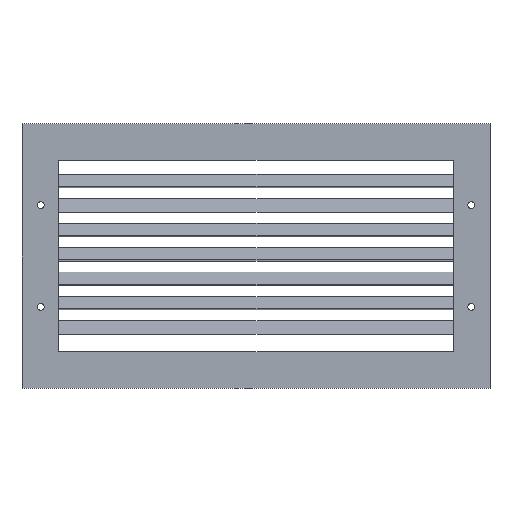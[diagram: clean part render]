
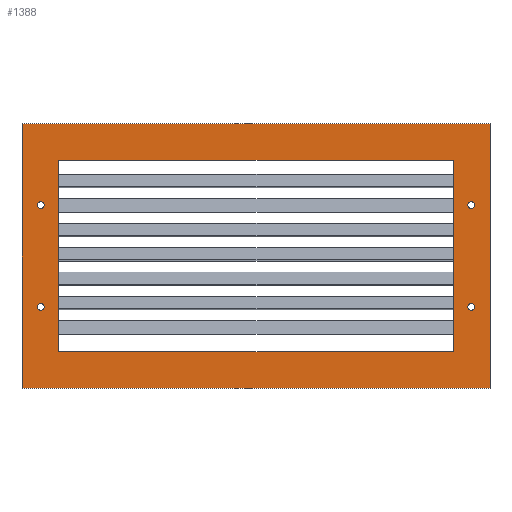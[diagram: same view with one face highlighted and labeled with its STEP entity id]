
A CAD part, top view. The second image highlights one B-rep face of the part: STEP entity #1388.
In plain terms, the highlighted planar face has unit normal (0, 0, 1).
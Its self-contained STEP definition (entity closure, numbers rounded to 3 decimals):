
#19 = EDGE_CURVE ( 'NONE', #591, #1384, #1181, .T. ) ;
#31 = CARTESIAN_POINT ( 'NONE',  ( 287.5, 162.5, 2. ) ) ;
#65 = VERTEX_POINT ( 'NONE', #1346 ) ;
#68 = CARTESIAN_POINT ( 'NONE',  ( 260.3, 62.5, 2. ) ) ;
#78 = FACE_BOUND ( 'NONE', #104, .T. ) ;
#86 = CARTESIAN_POINT ( 'NONE',  ( -260.3, 62.5, 2. ) ) ;
#93 = EDGE_CURVE ( 'NONE', #651, #520, #1690, .T. ) ;
#95 = EDGE_CURVE ( 'NONE', #1357, #1953, #1319, .T. ) ;
#104 = EDGE_LOOP ( 'NONE', ( #200, #809 ) ) ;
#114 = VECTOR ( 'NONE', #1940, 1000. ) ;
#115 = CARTESIAN_POINT ( 'NONE',  ( -287.5, -162.5, 2. ) ) ;
#118 = AXIS2_PLACEMENT_3D ( 'NONE', #1097, #161, #1552 ) ;
#129 = EDGE_CURVE ( 'NONE', #1953, #385, #1952, .T. ) ;
#151 = LINE ( 'NONE', #1880, #934 ) ;
#161 = DIRECTION ( 'NONE',  ( 0., 0., 1. ) ) ;
#174 = CARTESIAN_POINT ( 'NONE',  ( -242.5, 117.5, 2. ) ) ;
#187 = EDGE_LOOP ( 'NONE', ( #745, #1089 ) ) ;
#200 = ORIENTED_EDGE ( 'NONE', *, *, #246, .F. ) ;
#221 = CARTESIAN_POINT ( 'NONE',  ( -287.5, -162.5, 2. ) ) ;
#223 = DIRECTION ( 'NONE',  ( 0., 0., 1. ) ) ;
#224 = CARTESIAN_POINT ( 'NONE',  ( -287.5, 162.5, 2. ) ) ;
#233 = FACE_BOUND ( 'NONE', #187, .T. ) ;
#246 = EDGE_CURVE ( 'NONE', #1255, #65, #1904, .T. ) ;
#263 = DIRECTION ( 'NONE',  ( 1., 0., 0. ) ) ;
#268 = DIRECTION ( 'NONE',  ( 0., -1., 0. ) ) ;
#271 = AXIS2_PLACEMENT_3D ( 'NONE', #1559, #784, #956 ) ;
#272 = CARTESIAN_POINT ( 'NONE',  ( 264.5, -62.5, 2. ) ) ;
#279 = CARTESIAN_POINT ( 'NONE',  ( -287.5, 162.5, 2. ) ) ;
#290 = DIRECTION ( 'NONE',  ( 1., 0., 0. ) ) ;
#291 = CARTESIAN_POINT ( 'NONE',  ( 242.5, 117.5, 2. ) ) ;
#308 = EDGE_CURVE ( 'NONE', #1604, #1925, #1755, .T. ) ;
#385 = VERTEX_POINT ( 'NONE', #653 ) ;
#429 = AXIS2_PLACEMENT_3D ( 'NONE', #272, #1065, #1677 ) ;
#430 = CARTESIAN_POINT ( 'NONE',  ( 260.3, -62.5, 2. ) ) ;
#441 = DIRECTION ( 'NONE',  ( 0., 1., 0. ) ) ;
#451 = FACE_BOUND ( 'NONE', #1080, .T. ) ;
#470 = ORIENTED_EDGE ( 'NONE', *, *, #545, .F. ) ;
#473 = FACE_OUTER_BOUND ( 'NONE', #1422, .T. ) ;
#520 = VERTEX_POINT ( 'NONE', #221 ) ;
#530 = DIRECTION ( 'NONE',  ( 0., 1., 0. ) ) ;
#545 = EDGE_CURVE ( 'NONE', #1925, #1604, #1664, .T. ) ;
#548 = CARTESIAN_POINT ( 'NONE',  ( 264.5, 62.5, 2. ) ) ;
#551 = CARTESIAN_POINT ( 'NONE',  ( 264.5, 62.5, 2. ) ) ;
#558 = CARTESIAN_POINT ( 'NONE',  ( -260.3, -62.5, 2. ) ) ;
#584 = ORIENTED_EDGE ( 'NONE', *, *, #1370, .T. ) ;
#585 = CARTESIAN_POINT ( 'NONE',  ( 242.5, 117.5, 2. ) ) ;
#591 = VERTEX_POINT ( 'NONE', #68 ) ;
#596 = EDGE_LOOP ( 'NONE', ( #620, #1016, #1783, #1315 ) ) ;
#598 = FACE_BOUND ( 'NONE', #1916, .T. ) ;
#620 = ORIENTED_EDGE ( 'NONE', *, *, #1547, .F. ) ;
#651 = VERTEX_POINT ( 'NONE', #841 ) ;
#653 = CARTESIAN_POINT ( 'NONE',  ( -242.5, -117.5, 2. ) ) ;
#662 = EDGE_CURVE ( 'NONE', #1486, #651, #1611, .T. ) ;
#710 = AXIS2_PLACEMENT_3D ( 'NONE', #548, #223, #1292 ) ;
#728 = ORIENTED_EDGE ( 'NONE', *, *, #662, .T. ) ;
#736 = CARTESIAN_POINT ( 'NONE',  ( 268.7, 62.5, 2. ) ) ;
#745 = ORIENTED_EDGE ( 'NONE', *, *, #1304, .F. ) ;
#784 = DIRECTION ( 'NONE',  ( 0., 0., 1. ) ) ;
#799 = CARTESIAN_POINT ( 'NONE',  ( 268.7, -62.5, 2. ) ) ;
#809 = ORIENTED_EDGE ( 'NONE', *, *, #1884, .F. ) ;
#810 = CIRCLE ( 'NONE', #429, 4.2 ) ;
#830 = ORIENTED_EDGE ( 'NONE', *, *, #308, .F. ) ;
#841 = CARTESIAN_POINT ( 'NONE',  ( -287.5, 162.5, 2. ) ) ;
#846 = DIRECTION ( 'NONE',  ( 0., 0., 1. ) ) ;
#864 = FACE_BOUND ( 'NONE', #596, .T. ) ;
#886 = ORIENTED_EDGE ( 'NONE', *, *, #1788, .F. ) ;
#894 = VERTEX_POINT ( 'NONE', #1238 ) ;
#907 = LINE ( 'NONE', #115, #1260 ) ;
#925 = AXIS2_PLACEMENT_3D ( 'NONE', #1528, #1977, #1358 ) ;
#934 = VECTOR ( 'NONE', #960, 1000. ) ;
#936 = ORIENTED_EDGE ( 'NONE', *, *, #93, .T. ) ;
#956 = DIRECTION ( 'NONE',  ( 1., 0., 0. ) ) ;
#958 = CIRCLE ( 'NONE', #710, 4.2 ) ;
#960 = DIRECTION ( 'NONE',  ( 1., 0., 0. ) ) ;
#962 = EDGE_CURVE ( 'NONE', #1510, #1797, #1640, .T. ) ;
#986 = LINE ( 'NONE', #1837, #1180 ) ;
#1016 = ORIENTED_EDGE ( 'NONE', *, *, #129, .F. ) ;
#1046 = DIRECTION ( 'NONE',  ( 0., 0., 1. ) ) ;
#1051 = CARTESIAN_POINT ( 'NONE',  ( 0., 0., 2. ) ) ;
#1065 = DIRECTION ( 'NONE',  ( 0., 0., 1. ) ) ;
#1071 = EDGE_CURVE ( 'NONE', #1354, #1357, #1391, .T. ) ;
#1080 = EDGE_LOOP ( 'NONE', ( #1666, #886 ) ) ;
#1089 = ORIENTED_EDGE ( 'NONE', *, *, #19, .F. ) ;
#1091 = VECTOR ( 'NONE', #1818, 1000. ) ;
#1097 = CARTESIAN_POINT ( 'NONE',  ( 264.5, -62.5, 2. ) ) ;
#1112 = VECTOR ( 'NONE', #530, 1000. ) ;
#1141 = ORIENTED_EDGE ( 'NONE', *, *, #1822, .T. ) ;
#1156 = VECTOR ( 'NONE', #268, 1000. ) ;
#1165 = CARTESIAN_POINT ( 'NONE',  ( -264.5, -62.5, 2. ) ) ;
#1167 = DIRECTION ( 'NONE',  ( 0., 0., 1. ) ) ;
#1180 = VECTOR ( 'NONE', #441, 1000. ) ;
#1181 = CIRCLE ( 'NONE', #1301, 4.2 ) ;
#1190 = DIRECTION ( 'NONE',  ( 0., -1., 0. ) ) ;
#1201 = CARTESIAN_POINT ( 'NONE',  ( 242.5, -117.5, 2. ) ) ;
#1238 = CARTESIAN_POINT ( 'NONE',  ( 287.5, -162.5, 2. ) ) ;
#1255 = VERTEX_POINT ( 'NONE', #86 ) ;
#1260 = VECTOR ( 'NONE', #290, 1000. ) ;
#1262 = AXIS2_PLACEMENT_3D ( 'NONE', #1165, #846, #1922 ) ;
#1292 = DIRECTION ( 'NONE',  ( 1., 0., 0. ) ) ;
#1301 = AXIS2_PLACEMENT_3D ( 'NONE', #551, #1167, #263 ) ;
#1304 = EDGE_CURVE ( 'NONE', #1384, #591, #958, .T. ) ;
#1315 = ORIENTED_EDGE ( 'NONE', *, *, #1071, .F. ) ;
#1319 = LINE ( 'NONE', #291, #1091 ) ;
#1346 = CARTESIAN_POINT ( 'NONE',  ( -268.7, 62.5, 2. ) ) ;
#1354 = VERTEX_POINT ( 'NONE', #1201 ) ;
#1357 = VERTEX_POINT ( 'NONE', #585 ) ;
#1358 = DIRECTION ( 'NONE',  ( 1., 0., 0. ) ) ;
#1370 = EDGE_CURVE ( 'NONE', #520, #894, #907, .T. ) ;
#1376 = DIRECTION ( 'NONE',  ( 0., 0., 1. ) ) ;
#1384 = VERTEX_POINT ( 'NONE', #736 ) ;
#1388 = ADVANCED_FACE ( 'NONE', ( #233, #451, #598, #78, #473, #864 ), #1514, .T. ) ;
#1391 = LINE ( 'NONE', #1910, #1112 ) ;
#1422 = EDGE_LOOP ( 'NONE', ( #1141, #728, #936, #584 ) ) ;
#1486 = VERTEX_POINT ( 'NONE', #31 ) ;
#1505 = CARTESIAN_POINT ( 'NONE',  ( -242.5, 117.5, 2. ) ) ;
#1507 = DIRECTION ( 'NONE',  ( 1., 0., 0. ) ) ;
#1510 = VERTEX_POINT ( 'NONE', #799 ) ;
#1514 = PLANE ( 'NONE',  #1976 ) ;
#1528 = CARTESIAN_POINT ( 'NONE',  ( -264.5, 62.5, 2. ) ) ;
#1547 = EDGE_CURVE ( 'NONE', #385, #1354, #151, .T. ) ;
#1552 = DIRECTION ( 'NONE',  ( 1., 0., 0. ) ) ;
#1559 = CARTESIAN_POINT ( 'NONE',  ( -264.5, -62.5, 2. ) ) ;
#1604 = VERTEX_POINT ( 'NONE', #558 ) ;
#1611 = LINE ( 'NONE', #224, #114 ) ;
#1640 = CIRCLE ( 'NONE', #118, 4.2 ) ;
#1664 = CIRCLE ( 'NONE', #1262, 4.2 ) ;
#1666 = ORIENTED_EDGE ( 'NONE', *, *, #962, .F. ) ;
#1668 = CARTESIAN_POINT ( 'NONE',  ( -268.7, -62.5, 2. ) ) ;
#1677 = DIRECTION ( 'NONE',  ( 1., 0., 0. ) ) ;
#1687 = CARTESIAN_POINT ( 'NONE',  ( -264.5, 62.5, 2. ) ) ;
#1690 = LINE ( 'NONE', #279, #1735 ) ;
#1735 = VECTOR ( 'NONE', #1190, 1000. ) ;
#1755 = CIRCLE ( 'NONE', #271, 4.2 ) ;
#1762 = AXIS2_PLACEMENT_3D ( 'NONE', #1687, #1376, #1507 ) ;
#1783 = ORIENTED_EDGE ( 'NONE', *, *, #95, .F. ) ;
#1788 = EDGE_CURVE ( 'NONE', #1797, #1510, #810, .T. ) ;
#1797 = VERTEX_POINT ( 'NONE', #430 ) ;
#1818 = DIRECTION ( 'NONE',  ( -1., 0., 0. ) ) ;
#1822 = EDGE_CURVE ( 'NONE', #894, #1486, #986, .T. ) ;
#1837 = CARTESIAN_POINT ( 'NONE',  ( 287.5, 162.5, 2. ) ) ;
#1880 = CARTESIAN_POINT ( 'NONE',  ( -242.5, -117.5, 2. ) ) ;
#1884 = EDGE_CURVE ( 'NONE', #65, #1255, #1990, .T. ) ;
#1904 = CIRCLE ( 'NONE', #925, 4.2 ) ;
#1910 = CARTESIAN_POINT ( 'NONE',  ( 242.5, -117.5, 2. ) ) ;
#1916 = EDGE_LOOP ( 'NONE', ( #830, #470 ) ) ;
#1922 = DIRECTION ( 'NONE',  ( 1., 0., 0. ) ) ;
#1925 = VERTEX_POINT ( 'NONE', #1668 ) ;
#1940 = DIRECTION ( 'NONE',  ( -1., 0., 0. ) ) ;
#1952 = LINE ( 'NONE', #1505, #1156 ) ;
#1953 = VERTEX_POINT ( 'NONE', #174 ) ;
#1958 = DIRECTION ( 'NONE',  ( 1., 0., 0. ) ) ;
#1976 = AXIS2_PLACEMENT_3D ( 'NONE', #1051, #1046, #1958 ) ;
#1977 = DIRECTION ( 'NONE',  ( 0., 0., 1. ) ) ;
#1990 = CIRCLE ( 'NONE', #1762, 4.2 ) ;
